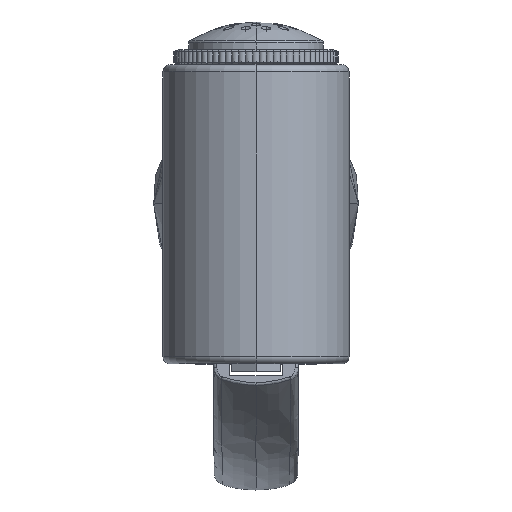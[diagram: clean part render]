
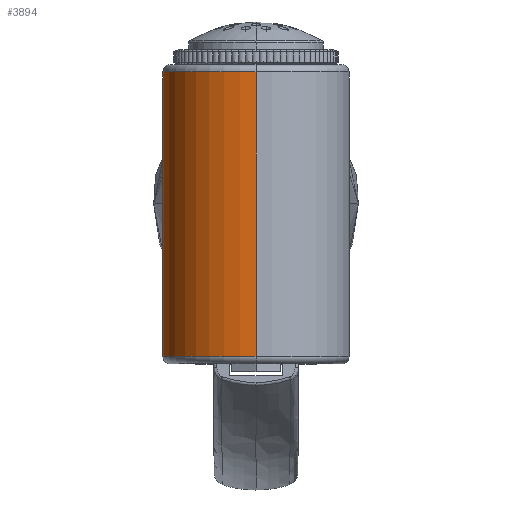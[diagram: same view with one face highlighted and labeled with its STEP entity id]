
A CAD part, top view. The second image highlights one B-rep face of the part: STEP entity #3894.
In plain terms, the highlighted cylindrical face has radius 12.75 mm (diameter 25.5 mm), a partial arc.
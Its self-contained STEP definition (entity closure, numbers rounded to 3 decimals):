
#3164=CARTESIAN_POINT('',(0.,8.25,10.35));
#3165=CARTESIAN_POINT('',(-0.424,8.25,10.35));
#3166=CARTESIAN_POINT('',(-1.261,8.185,10.392));
#3167=CARTESIAN_POINT('',(-2.485,7.9,10.575));
#3168=CARTESIAN_POINT('',(-3.631,7.442,10.86));
#3169=CARTESIAN_POINT('',(-4.696,6.82,11.23));
#3170=CARTESIAN_POINT('',(-5.656,6.049,11.658));
#3171=CARTESIAN_POINT('',(-6.506,5.125,12.122));
#3172=CARTESIAN_POINT('',(-7.208,4.079,12.574));
#3173=CARTESIAN_POINT('',(-7.749,2.923,12.97));
#3174=CARTESIAN_POINT('',(-8.093,1.744,13.246));
#3175=CARTESIAN_POINT('',(-8.255,0.587,
13.383));
#3176=CARTESIAN_POINT('',(-8.258,-0.549,
13.386));
#3177=CARTESIAN_POINT('',(-8.101,-1.708,
13.253));
#3178=CARTESIAN_POINT('',(-7.762,-2.89,
12.98));
#3179=CARTESIAN_POINT('',(-7.224,-4.052,
12.585));
#3180=CARTESIAN_POINT('',(-6.521,-5.106,
12.131));
#3181=CARTESIAN_POINT('',(-5.668,-6.038,
11.664));
#3182=CARTESIAN_POINT('',(-4.705,-6.814,
11.233));
#3183=CARTESIAN_POINT('',(-3.636,-7.44,
10.861));
#3184=CARTESIAN_POINT('',(-2.486,-7.899,
10.575));
#3185=CARTESIAN_POINT('',(-1.26,-8.186,
10.392));
#3186=CARTESIAN_POINT('',(-0.423,-8.25,10.35));
#3187=CARTESIAN_POINT('',(0.,-8.25,10.35));
#3189=DIRECTION('',(0.,1.,0.));
#3190=VECTOR('',#3189,9.75);
#3191=CARTESIAN_POINT('',(0.,8.25,10.35));
#3192=LINE('',#3191,#3190);
#3193=CARTESIAN_POINT('',(0.,18.,23.1));
#3194=DIRECTION('',(0.,1.,0.));
#3195=DIRECTION('',(0.,0.,-1.));
#3196=AXIS2_PLACEMENT_3D('',#3193,#3194,#3195);
#3198=CARTESIAN_POINT('',(0.,-21.,23.1));
#3199=DIRECTION('',(0.,-1.,0.));
#3200=DIRECTION('',(0.,0.,1.));
#3201=AXIS2_PLACEMENT_3D('',#3198,#3199,#3200);
#3203=DIRECTION('',(0.,1.,0.));
#3204=VECTOR('',#3203,12.75);
#3205=CARTESIAN_POINT('',(0.,-21.,10.35));
#3206=LINE('',#3205,#3204);
#3245=DIRECTION('',(0.,1.,0.));
#3246=VECTOR('',#3245,39.);
#3247=CARTESIAN_POINT('',(0.,-21.,35.85));
#3248=LINE('',#3247,#3246);
#3516=CARTESIAN_POINT('',(0.,-21.,10.35));
#3517=CARTESIAN_POINT('',(0.,-21.,35.85));
#3518=VERTEX_POINT('',#3516);
#3519=VERTEX_POINT('',#3517);
#3524=CARTESIAN_POINT('',(0.,18.,35.85));
#3525=CARTESIAN_POINT('',(0.,18.,10.35));
#3526=VERTEX_POINT('',#3524);
#3527=VERTEX_POINT('',#3525);
#3608=VERTEX_POINT('',#3164);
#3609=VERTEX_POINT('',#3187);
#3876=CARTESIAN_POINT('',(0.,-22.,23.1));
#3877=DIRECTION('',(0.,1.,0.));
#3878=DIRECTION('',(0.,0.,-1.));
#3879=AXIS2_PLACEMENT_3D('',#3876,#3877,#3878);
#3880=CYLINDRICAL_SURFACE('',#3879,12.75);
#3882=ORIENTED_EDGE('',*,*,#3881,.F.);
#3884=ORIENTED_EDGE('',*,*,#3883,.T.);
#3886=ORIENTED_EDGE('',*,*,#3885,.T.);
#3888=ORIENTED_EDGE('',*,*,#3887,.F.);
#3889=ORIENTED_EDGE('',*,*,#3870,.T.);
#3891=ORIENTED_EDGE('',*,*,#3890,.T.);
#3892=EDGE_LOOP('',(#3882,#3884,#3886,#3888,#3889,#3891));
#3893=FACE_OUTER_BOUND('',#3892,.F.);
#3188=B_SPLINE_CURVE_WITH_KNOTS('',3,(#3164,#3165,#3166,#3167,#3168,#3169,#3170,
#3171,#3172,#3173,#3174,#3175,#3176,#3177,#3178,#3179,#3180,#3181,#3182,#3183,
#3184,#3185,#3186,#3187),.UNSPECIFIED.,.F.,.F.,(4,1,1,1,1,1,1,1,1,1,1,1,1,1,1,1,
1,1,1,1,1,4),(0.,0.048,0.095,0.143,
0.19,0.238,0.286,0.333,
0.381,0.429,0.476,0.524,
0.571,0.619,0.667,0.714,
0.762,0.81,0.857,0.905,
0.952,1.),.UNSPECIFIED.);
#3197=CIRCLE('',#3196,12.75);
#3202=CIRCLE('',#3201,12.75);
#3870=EDGE_CURVE('',#3519,#3518,#3202,.T.);
#3881=EDGE_CURVE('',#3608,#3609,#3188,.T.);
#3883=EDGE_CURVE('',#3608,#3527,#3192,.T.);
#3885=EDGE_CURVE('',#3527,#3526,#3197,.T.);
#3887=EDGE_CURVE('',#3519,#3526,#3248,.T.);
#3890=EDGE_CURVE('',#3518,#3609,#3206,.T.);
#3894=ADVANCED_FACE('',(#3893),#3880,.T.);
